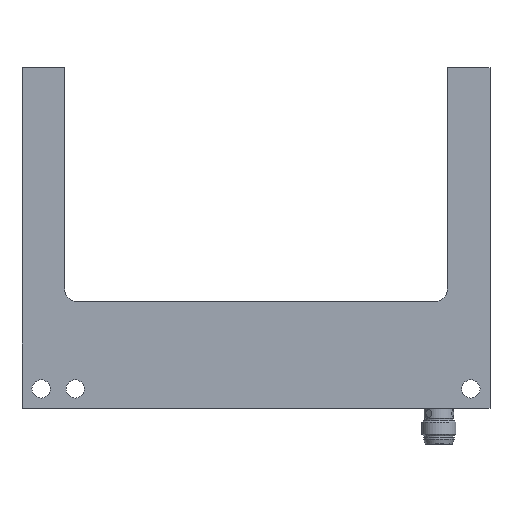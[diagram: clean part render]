
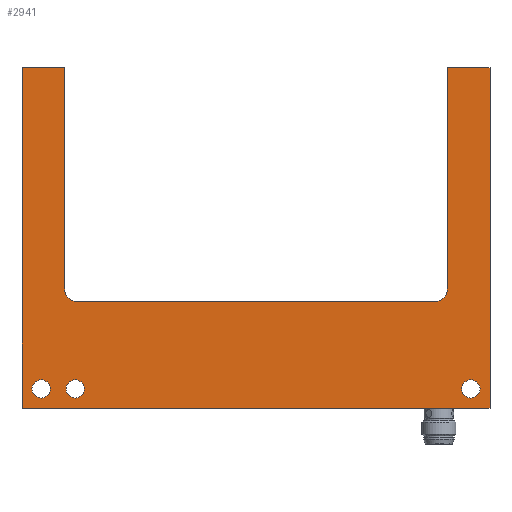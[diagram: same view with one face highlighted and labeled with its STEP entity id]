
A CAD part, top view. The second image highlights one B-rep face of the part: STEP entity #2941.
In plain terms, the highlighted planar face has unit normal (0, 0, 1).
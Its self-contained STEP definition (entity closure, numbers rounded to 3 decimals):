
#325=FACE_BOUND('',#1184,.T.);
#326=FACE_BOUND('',#1185,.T.);
#327=FACE_BOUND('',#1186,.T.);
#453=LINE('',#4921,#629);
#457=LINE('',#4937,#633);
#463=LINE('',#4951,#639);
#464=LINE('',#4953,#640);
#467=LINE('',#4961,#643);
#474=LINE('',#4975,#650);
#478=LINE('',#5010,#654);
#482=LINE('',#5022,#658);
#629=VECTOR('',#3802,110.);
#633=VECTOR('',#3816,80.);
#639=VECTOR('',#3826,10.);
#640=VECTOR('',#3829,80.);
#643=VECTOR('',#3836,10.);
#650=VECTOR('',#3847,52.);
#654=VECTOR('',#3889,52.);
#658=VECTOR('',#3901,84.);
#782=PLANE('',#3247);
#942=FACE_OUTER_BOUND('',#1183,.T.);
#1183=EDGE_LOOP('',(#2536,#2537,#2538,#2539,#2540,#2541,#2542,#2543,#2544,
#2545));
#1184=EDGE_LOOP('',(#2546));
#1185=EDGE_LOOP('',(#2547));
#1186=EDGE_LOOP('',(#2548));
#1375=CIRCLE('',#3211,2.15);
#1377=CIRCLE('',#3214,2.15);
#1379=CIRCLE('',#3217,2.15);
#1384=CIRCLE('',#3229,3.);
#1386=CIRCLE('',#3233,3.);
#1577=VERTEX_POINT('',#4919);
#1578=VERTEX_POINT('',#4920);
#1585=VERTEX_POINT('',#4936);
#1588=VERTEX_POINT('',#4944);
#1591=VERTEX_POINT('',#4949);
#1594=VERTEX_POINT('',#4959);
#1599=VERTEX_POINT('',#4972);
#1601=VERTEX_POINT('',#4979);
#1603=VERTEX_POINT('',#4984);
#1605=VERTEX_POINT('',#4989);
#1610=VERTEX_POINT('',#5007);
#1612=VERTEX_POINT('',#5013);
#1614=VERTEX_POINT('',#5019);
#1897=EDGE_CURVE('',#1577,#1578,#453,.T.);
#1905=EDGE_CURVE('',#1585,#1577,#457,.T.);
#1912=EDGE_CURVE('',#1591,#1588,#463,.T.);
#1913=EDGE_CURVE('',#1578,#1591,#464,.T.);
#1917=EDGE_CURVE('',#1594,#1585,#467,.T.);
#1924=EDGE_CURVE('',#1599,#1588,#474,.T.);
#1926=EDGE_CURVE('',#1601,#1601,#1375,.T.);
#1928=EDGE_CURVE('',#1603,#1603,#1377,.T.);
#1930=EDGE_CURVE('',#1605,#1605,#1379,.T.);
#1938=EDGE_CURVE('',#1594,#1610,#478,.T.);
#1940=EDGE_CURVE('',#1612,#1610,#1384,.T.);
#1944=EDGE_CURVE('',#1612,#1614,#482,.T.);
#1946=EDGE_CURVE('',#1599,#1614,#1386,.T.);
#2536=ORIENTED_EDGE('',*,*,#1924,.T.);
#2537=ORIENTED_EDGE('',*,*,#1912,.F.);
#2538=ORIENTED_EDGE('',*,*,#1913,.F.);
#2539=ORIENTED_EDGE('',*,*,#1897,.F.);
#2540=ORIENTED_EDGE('',*,*,#1905,.F.);
#2541=ORIENTED_EDGE('',*,*,#1917,.F.);
#2542=ORIENTED_EDGE('',*,*,#1938,.T.);
#2543=ORIENTED_EDGE('',*,*,#1940,.F.);
#2544=ORIENTED_EDGE('',*,*,#1944,.T.);
#2545=ORIENTED_EDGE('',*,*,#1946,.F.);
#2546=ORIENTED_EDGE('',*,*,#1930,.T.);
#2547=ORIENTED_EDGE('',*,*,#1928,.T.);
#2548=ORIENTED_EDGE('',*,*,#1926,.T.);
#2941=ADVANCED_FACE('',(#942,#325,#326,#327),#782,.T.);
#3211=AXIS2_PLACEMENT_3D('',#4980,#3852,#3853);
#3214=AXIS2_PLACEMENT_3D('',#4985,#3858,#3859);
#3217=AXIS2_PLACEMENT_3D('',#4990,#3864,#3865);
#3229=AXIS2_PLACEMENT_3D('',#5014,#3893,#3894);
#3233=AXIS2_PLACEMENT_3D('',#5025,#3905,#3906);
#3247=AXIS2_PLACEMENT_3D('',#5043,#3933,#3934);
#3802=DIRECTION('',(-1.,0.,0.));
#3816=DIRECTION('',(0.,-1.,0.));
#3826=DIRECTION('',(1.,0.,0.));
#3829=DIRECTION('',(0.,1.,0.));
#3836=DIRECTION('',(1.,0.,0.));
#3847=DIRECTION('',(0.,1.,0.));
#3852=DIRECTION('center_axis',(0.,0.,-1.));
#3853=DIRECTION('ref_axis',(-1.,0.,0.));
#3858=DIRECTION('center_axis',(0.,0.,-1.));
#3859=DIRECTION('ref_axis',(-1.,0.,0.));
#3864=DIRECTION('center_axis',(0.,0.,-1.));
#3865=DIRECTION('ref_axis',(-1.,0.,0.));
#3889=DIRECTION('',(0.,-1.,0.));
#3893=DIRECTION('center_axis',(0.,0.,1.));
#3894=DIRECTION('ref_axis',(0.707,-0.707,0.));
#3901=DIRECTION('',(-1.,0.,0.));
#3905=DIRECTION('center_axis',(0.,0.,1.));
#3906=DIRECTION('ref_axis',(-0.707,-0.707,0.));
#3933=DIRECTION('center_axis',(0.,0.,1.));
#3934=DIRECTION('ref_axis',(1.,0.,0.));
#4919=CARTESIAN_POINT('',(110.,0.,10.));
#4920=CARTESIAN_POINT('',(0.,0.,10.));
#4921=CARTESIAN_POINT('',(0.,0.,10.));
#4936=CARTESIAN_POINT('',(110.,80.,10.));
#4937=CARTESIAN_POINT('',(110.,0.,10.));
#4944=CARTESIAN_POINT('',(10.,80.,10.));
#4949=CARTESIAN_POINT('',(0.,80.,10.));
#4951=CARTESIAN_POINT('',(110.,80.,10.));
#4953=CARTESIAN_POINT('',(0.,80.,10.));
#4959=CARTESIAN_POINT('',(100.,80.,10.));
#4961=CARTESIAN_POINT('',(110.,80.,10.));
#4972=CARTESIAN_POINT('',(10.,28.,10.));
#4975=CARTESIAN_POINT('',(10.,60.,10.));
#4979=CARTESIAN_POINT('',(107.65,4.5,10.));
#4980=CARTESIAN_POINT('Origin',(105.5,4.5,10.));
#4984=CARTESIAN_POINT('',(6.65,4.5,10.));
#4985=CARTESIAN_POINT('Origin',(4.5,4.5,10.));
#4989=CARTESIAN_POINT('',(14.65,4.5,10.));
#4990=CARTESIAN_POINT('Origin',(12.5,4.5,10.));
#5007=CARTESIAN_POINT('',(100.,28.,10.));
#5010=CARTESIAN_POINT('',(100.,32.5,10.));
#5013=CARTESIAN_POINT('',(97.,25.,10.));
#5014=CARTESIAN_POINT('Origin',(97.,28.,10.));
#5019=CARTESIAN_POINT('',(13.,25.,10.));
#5022=CARTESIAN_POINT('',(32.5,25.,10.));
#5025=CARTESIAN_POINT('Origin',(13.,28.,10.));
#5043=CARTESIAN_POINT('Origin',(55.,40.,10.));
